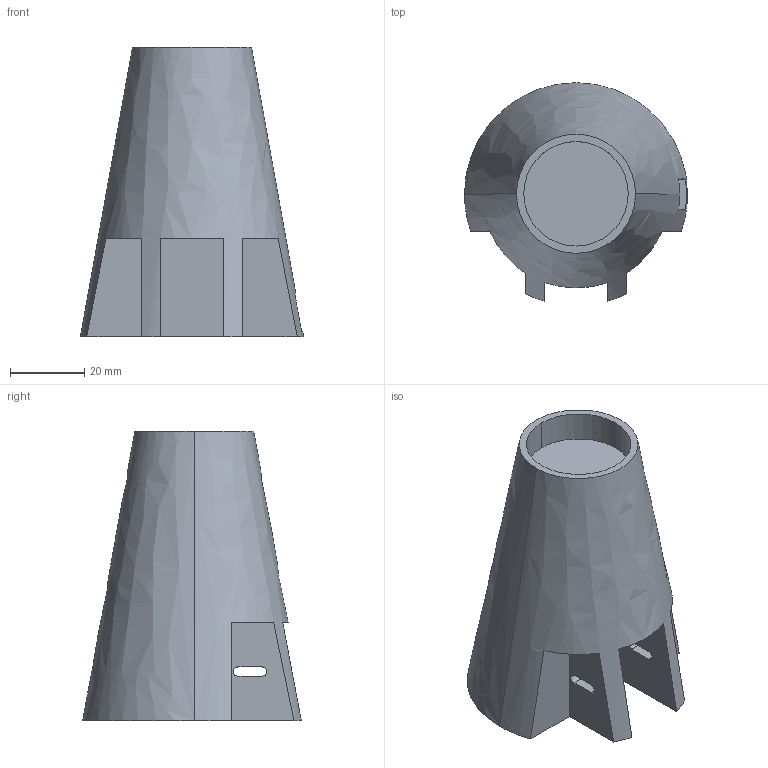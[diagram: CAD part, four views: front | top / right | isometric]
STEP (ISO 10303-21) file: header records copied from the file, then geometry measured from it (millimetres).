
FILE_DESCRIPTION (( 'STEP AP203' ), '1' );
FILE_NAME ('12_camera_mount_left_guidescope.step', '2020-03-31T11:58:40', ( '' ), ( '' ), 'SwSTEP 2.0', 'SolidWorks 2019', '' );
FILE_SCHEMA (( 'CONFIG_CONTROL_DESIGN' ));
Length unit declared in the file: millimetre
Products named in the file (1): 12_camera_mount_left_guidescope
Bounding box: 60 x 58.78 x 77.9 mm (x, y, z)
Volume: 102498 mm3; surface area: 18514.3 mm2
Topology: 1 solids, 1 shells, 32 faces, 88 edges, 59 vertices
Faces by surface type: plane 22, cylinder 8, bspline 2
Entity records: 1265 total; most frequent: CARTESIAN_POINT 381, ORIENTED_EDGE 176, DIRECTION 154, EDGE_CURVE 88, VERTEX_POINT 59, AXIS2_PLACEMENT_3D 54, VECTOR 46, LINE 46
